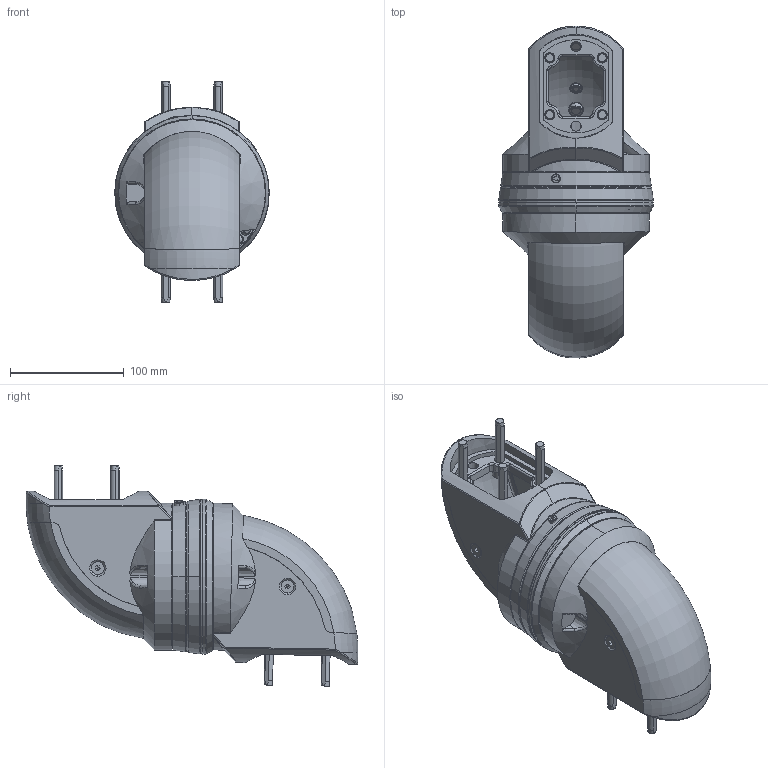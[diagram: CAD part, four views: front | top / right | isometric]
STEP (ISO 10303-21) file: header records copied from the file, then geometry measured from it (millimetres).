
FILE_DESCRIPTION (( 'STEP AP214' ), '1' );
FILE_NAME ('49476701.STEP', '2016-09-14T06:33:05', ( '' ), ( '' ), 'SwSTEP 2.0', 'SolidWorks 2015', '' );
FILE_SCHEMA (( 'AUTOMOTIVE_DESIGN' ));
Length unit declared in the file: millimetre
Products named in the file (27): 93659; 93676; 93672; 84344; 41779; 99953; 41778; 99952; 84345; 96286; 84011; 52310_Zwischengelenk Z; 12807; 92447; 12883; 83019; 12882; 93152; 82398; 49476701; 93027; 92449; 92446; 82402; 93407; 83047; 84046
Assembly tree (65 placements, depth 3):
  99953
  99952
  96286
  92447
  49476701
    12882
    12883
    12807  x2
    84011
    84345
    41778
    41779
    84344
    93672  x9
    93676  x8
    93659
    84046
    83047  x2
    93407  x4
    82402  x2
    92446  x2
    92449
    93027  x7
    52310_Zwischengelenk Z
      82398  x2
      93152  x8
      83019  x8
Bounding box: 136 x 291.64 x 193.59 mm (x, y, z)
Volume: 1244164.9 mm3; surface area: 432442.5 mm2
Topology: 64 solids, 64 shells, 4833 faces, 11737 edges, 7366 vertices
Faces by surface type: plane 1904, bspline 1162, cylinder 1006, torus 387, cone 366, sphere 8
Entity records: 141254 total; most frequent: CARTESIAN_POINT 70559, ORIENTED_EDGE 15478, DIRECTION 11904, EDGE_CURVE 7739, VERTEX_POINT 4949, AXIS2_PLACEMENT_3D 4254, EDGE_LOOP 3488, LINE 3396
